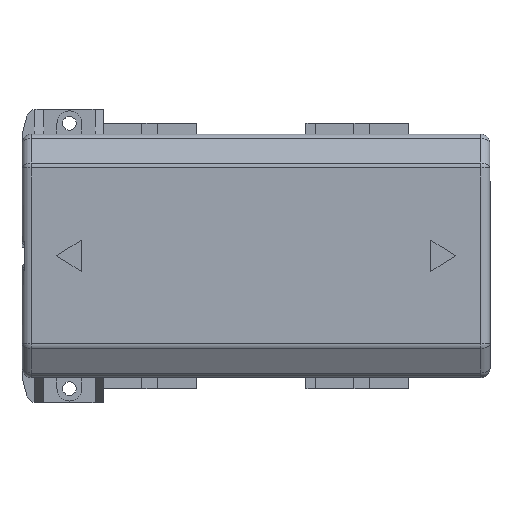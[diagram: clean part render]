
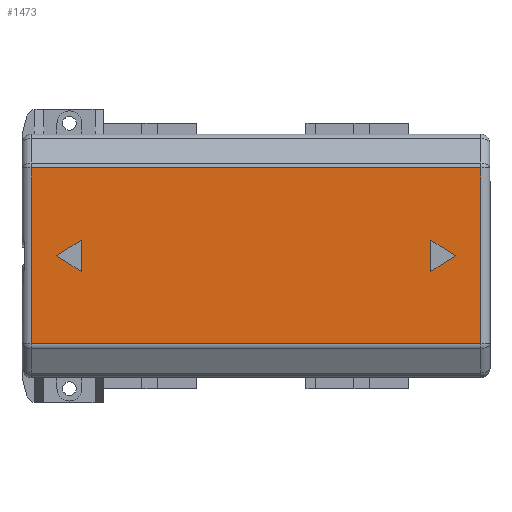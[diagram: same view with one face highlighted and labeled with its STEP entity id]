
A CAD part, top view. The second image highlights one B-rep face of the part: STEP entity #1473.
In plain terms, the highlighted planar face has unit normal (0, 0, 1).
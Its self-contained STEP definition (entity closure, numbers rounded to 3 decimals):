
#839 = ORIENTED_EDGE ( 'NONE', *, *, #845, .T. ) ;
#843 = EDGE_CURVE ( 'NONE', #862, #859, #3477, .T. ) ;
#845 = EDGE_CURVE ( 'NONE', #863, #846, #3473, .T. ) ;
#846 = VERTEX_POINT ( 'NONE', #3495 ) ;
#852 = ORIENTED_EDGE ( 'NONE', *, *, #853, .F. ) ;
#853 = EDGE_CURVE ( 'NONE', #854, #862, #3536, .T. ) ;
#854 = VERTEX_POINT ( 'NONE', #3537 ) ;
#855 = EDGE_CURVE ( 'NONE', #846, #858, #3549, .T. ) ;
#857 = ORIENTED_EDGE ( 'NONE', *, *, #855, .T. ) ;
#858 = VERTEX_POINT ( 'NONE', #3544 ) ;
#859 = VERTEX_POINT ( 'NONE', #3543 ) ;
#861 = ORIENTED_EDGE ( 'NONE', *, *, #902, .T. ) ;
#862 = VERTEX_POINT ( 'NONE', #3558 ) ;
#863 = VERTEX_POINT ( 'NONE', #3559 ) ;
#864 = ORIENTED_EDGE ( 'NONE', *, *, #870, .T. ) ;
#867 = ORIENTED_EDGE ( 'NONE', *, *, #868, .F. ) ;
#868 = EDGE_CURVE ( 'NONE', #859, #854, #3553, .T. ) ;
#869 = ORIENTED_EDGE ( 'NONE', *, *, #843, .F. ) ;
#870 = EDGE_CURVE ( 'NONE', #1059, #863, #3595, .T. ) ;
#902 = EDGE_CURVE ( 'NONE', #858, #1059, #3616, .T. ) ;
#1058 = EDGE_LOOP ( 'NONE', ( #852, #867, #869 ) ) ;
#1059 = VERTEX_POINT ( 'NONE', #3897 ) ;
#1468 = ORIENTED_EDGE ( 'NONE', *, *, #1527, .F. ) ;
#1472 = ORIENTED_EDGE ( 'NONE', *, *, #1476, .F. ) ;
#1473 = ADVANCED_FACE ( 'NONE', ( #4248, #4201, #4221 ), #4206, .F. ) ;
#1474 = EDGE_LOOP ( 'NONE', ( #1468, #1502, #1472 ) ) ;
#1476 = EDGE_CURVE ( 'NONE', #1478, #1533, #4101, .T. ) ;
#1477 = VERTEX_POINT ( 'NONE', #4102 ) ;
#1478 = VERTEX_POINT ( 'NONE', #4232 ) ;
#1502 = ORIENTED_EDGE ( 'NONE', *, *, #1503, .F. ) ;
#1503 = EDGE_CURVE ( 'NONE', #1533, #1477, #4103, .T. ) ;
#1527 = EDGE_CURVE ( 'NONE', #1477, #1478, #4155, .T. ) ;
#1533 = VERTEX_POINT ( 'NONE', #4217 ) ;
#1534 = EDGE_LOOP ( 'NONE', ( #864, #839, #857, #861 ) ) ;
#3473 = LINE ( 'NONE', #3498, #3497 ) ;
#3474 = DIRECTION ( 'NONE',  ( 0.848, -0.53, 0. ) ) ;
#3475 = VECTOR ( 'NONE', #3474, 1000. ) ;
#3476 = CARTESIAN_POINT ( 'NONE',  ( -28., -2.5, 22.5 ) ) ;
#3477 = LINE ( 'NONE', #3476, #3475 ) ;
#3492 = DIRECTION ( 'NONE',  ( 0., 1., 0. ) ) ;
#3493 = VECTOR ( 'NONE', #3492, 1000. ) ;
#3495 = CARTESIAN_POINT ( 'NONE',  ( 36., -14.07, 22.5 ) ) ;
#3496 = DIRECTION ( 'NONE',  ( 1., 0., 0. ) ) ;
#3497 = VECTOR ( 'NONE', #3496, 1000. ) ;
#3498 = CARTESIAN_POINT ( 'NONE',  ( 37.5, -14.07, 22.5 ) ) ;
#3533 = DIRECTION ( 'NONE',  ( -0.848, -0.53, 0. ) ) ;
#3534 = VECTOR ( 'NONE', #3533, 1000. ) ;
#3535 = CARTESIAN_POINT ( 'NONE',  ( -28., 2.5, 22.5 ) ) ;
#3536 = LINE ( 'NONE', #3535, #3534 ) ;
#3537 = CARTESIAN_POINT ( 'NONE',  ( -28., 2.5, 22.5 ) ) ;
#3543 = CARTESIAN_POINT ( 'NONE',  ( -28., -2.5, 22.5 ) ) ;
#3544 = CARTESIAN_POINT ( 'NONE',  ( 36., 14.07, 22.5 ) ) ;
#3546 = DIRECTION ( 'NONE',  ( 0., 1., 0. ) ) ;
#3547 = VECTOR ( 'NONE', #3546, 1000. ) ;
#3548 = CARTESIAN_POINT ( 'NONE',  ( 36., -19.5, 22.5 ) ) ;
#3549 = LINE ( 'NONE', #3548, #3547 ) ;
#3552 = CARTESIAN_POINT ( 'NONE',  ( -28., -2.5, 22.5 ) ) ;
#3553 = LINE ( 'NONE', #3552, #3493 ) ;
#3558 = CARTESIAN_POINT ( 'NONE',  ( -32., 0., 22.5 ) ) ;
#3559 = CARTESIAN_POINT ( 'NONE',  ( -36., -14.07, 22.5 ) ) ;
#3573 = CARTESIAN_POINT ( 'NONE',  ( -36., -19.5, 22.5 ) ) ;
#3595 = LINE ( 'NONE', #3573, #3600 ) ;
#3599 = DIRECTION ( 'NONE',  ( 0., -1., 0. ) ) ;
#3600 = VECTOR ( 'NONE', #3599, 1000. ) ;
#3613 = DIRECTION ( 'NONE',  ( -1., 0., 0. ) ) ;
#3614 = VECTOR ( 'NONE', #3613, 1000. ) ;
#3615 = CARTESIAN_POINT ( 'NONE',  ( -37.5, 14.07, 22.5 ) ) ;
#3616 = LINE ( 'NONE', #3615, #3614 ) ;
#3897 = CARTESIAN_POINT ( 'NONE',  ( -36., 14.07, 22.5 ) ) ;
#4098 = DIRECTION ( 'NONE',  ( -1., 0., 0. ) ) ;
#4099 = DIRECTION ( 'NONE',  ( 0., 0., -1. ) ) ;
#4100 = CARTESIAN_POINT ( 'NONE',  ( 28., -2.5, 22.5 ) ) ;
#4101 = LINE ( 'NONE', #4100, #4234 ) ;
#4102 = CARTESIAN_POINT ( 'NONE',  ( 28., 2.5, 22.5 ) ) ;
#4103 = LINE ( 'NONE', #4151, #4150 ) ;
#4114 = DIRECTION ( 'NONE',  ( 0., -1., 0. ) ) ;
#4115 = VECTOR ( 'NONE', #4114, 1000. ) ;
#4124 = AXIS2_PLACEMENT_3D ( 'NONE', #4205, #4099, #4098 ) ;
#4149 = DIRECTION ( 'NONE',  ( -0.848, 0.53, 0. ) ) ;
#4150 = VECTOR ( 'NONE', #4149, 1000. ) ;
#4151 = CARTESIAN_POINT ( 'NONE',  ( 28., 2.5, 22.5 ) ) ;
#4154 = CARTESIAN_POINT ( 'NONE',  ( 28., -2.5, 22.5 ) ) ;
#4155 = LINE ( 'NONE', #4154, #4115 ) ;
#4201 = FACE_OUTER_BOUND ( 'NONE', #1534, .T. ) ;
#4205 = CARTESIAN_POINT ( 'NONE',  ( 37.5, -19.5, 22.5 ) ) ;
#4206 = PLANE ( 'NONE',  #4124 ) ;
#4217 = CARTESIAN_POINT ( 'NONE',  ( 32., 0., 22.5 ) ) ;
#4221 = FACE_BOUND ( 'NONE', #1058, .T. ) ;
#4232 = CARTESIAN_POINT ( 'NONE',  ( 28., -2.5, 22.5 ) ) ;
#4233 = DIRECTION ( 'NONE',  ( 0.848, 0.53, 0. ) ) ;
#4234 = VECTOR ( 'NONE', #4233, 1000. ) ;
#4248 = FACE_BOUND ( 'NONE', #1474, .T. ) ;
